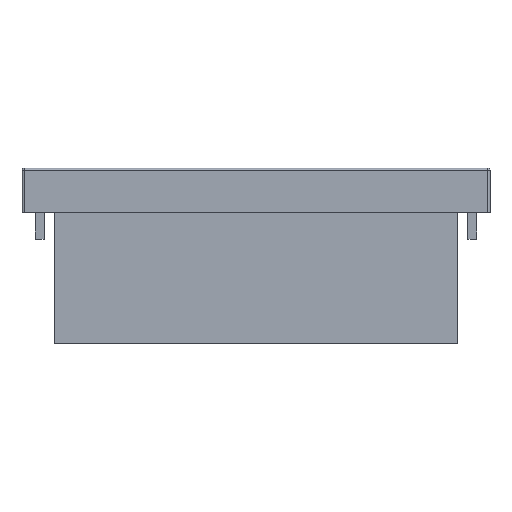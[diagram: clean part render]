
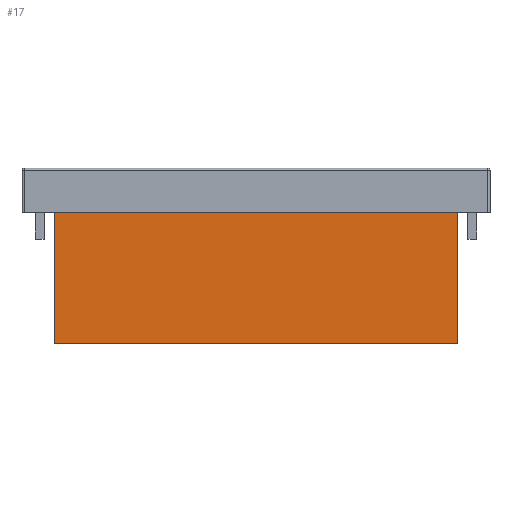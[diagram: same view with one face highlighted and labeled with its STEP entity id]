
A CAD part, top view. The second image highlights one B-rep face of the part: STEP entity #17.
In plain terms, the highlighted planar face has unit normal (0, 0, 1).
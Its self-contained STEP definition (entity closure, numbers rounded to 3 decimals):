
#17 = ADVANCED_FACE ( 'NONE', ( #795 ), #212, .T. ) ;
#36 = EDGE_CURVE ( 'NONE', #831, #765, #182, .T. ) ;
#45 = VECTOR ( 'NONE', #1431, 1000. ) ;
#80 = VECTOR ( 'NONE', #1449, 1000. ) ;
#143 = VECTOR ( 'NONE', #1652, 1000. ) ;
#169 = AXIS2_PLACEMENT_3D ( 'NONE', #211, #207, #205 ) ;
#178 = DIRECTION ( 'NONE',  ( 0., -1., 0. ) ) ;
#180 = CARTESIAN_POINT ( 'NONE',  ( -22.75, 15., 7. ) ) ;
#182 = LINE ( 'NONE', #180, #866 ) ;
#198 = EDGE_CURVE ( 'NONE', #960, #831, #1657, .T. ) ;
#205 = DIRECTION ( 'NONE',  ( 1., 0., 0. ) ) ;
#207 = DIRECTION ( 'NONE',  ( 0., 0., 1. ) ) ;
#211 = CARTESIAN_POINT ( 'NONE',  ( 0., 0., 7. ) ) ;
#212 = PLANE ( 'NONE',  #169 ) ;
#444 = EDGE_CURVE ( 'NONE', #765, #828, #1462, .T. ) ;
#460 = EDGE_CURVE ( 'NONE', #828, #960, #1436, .T. ) ;
#617 = EDGE_LOOP ( 'NONE', ( #1402, #1437, #1446, #1340 ) ) ;
#765 = VERTEX_POINT ( 'NONE', #1197 ) ;
#795 = FACE_OUTER_BOUND ( 'NONE', #617, .T. ) ;
#828 = VERTEX_POINT ( 'NONE', #1158 ) ;
#831 = VERTEX_POINT ( 'NONE', #1148 ) ;
#866 = VECTOR ( 'NONE', #178, 1000. ) ;
#960 = VERTEX_POINT ( 'NONE', #1021 ) ;
#1021 = CARTESIAN_POINT ( 'NONE',  ( 22.75, 15., 7. ) ) ;
#1148 = CARTESIAN_POINT ( 'NONE',  ( -22.75, 15., 7. ) ) ;
#1158 = CARTESIAN_POINT ( 'NONE',  ( 22.75, 0.2, 7. ) ) ;
#1197 = CARTESIAN_POINT ( 'NONE',  ( -22.75, 0.2, 7. ) ) ;
#1340 = ORIENTED_EDGE ( 'NONE', *, *, #198, .T. ) ;
#1402 = ORIENTED_EDGE ( 'NONE', *, *, #36, .T. ) ;
#1431 = DIRECTION ( 'NONE',  ( 0., 1., 0. ) ) ;
#1435 = CARTESIAN_POINT ( 'NONE',  ( 22.75, 15., 7. ) ) ;
#1436 = LINE ( 'NONE', #1435, #45 ) ;
#1437 = ORIENTED_EDGE ( 'NONE', *, *, #444, .T. ) ;
#1446 = ORIENTED_EDGE ( 'NONE', *, *, #460, .T. ) ;
#1449 = DIRECTION ( 'NONE',  ( 1., 0., 0. ) ) ;
#1455 = CARTESIAN_POINT ( 'NONE',  ( -22.75, 0.2, 7. ) ) ;
#1462 = LINE ( 'NONE', #1455, #80 ) ;
#1652 = DIRECTION ( 'NONE',  ( -1., 0., 0. ) ) ;
#1653 = CARTESIAN_POINT ( 'NONE',  ( -22.75, 15., 7. ) ) ;
#1657 = LINE ( 'NONE', #1653, #143 ) ;
